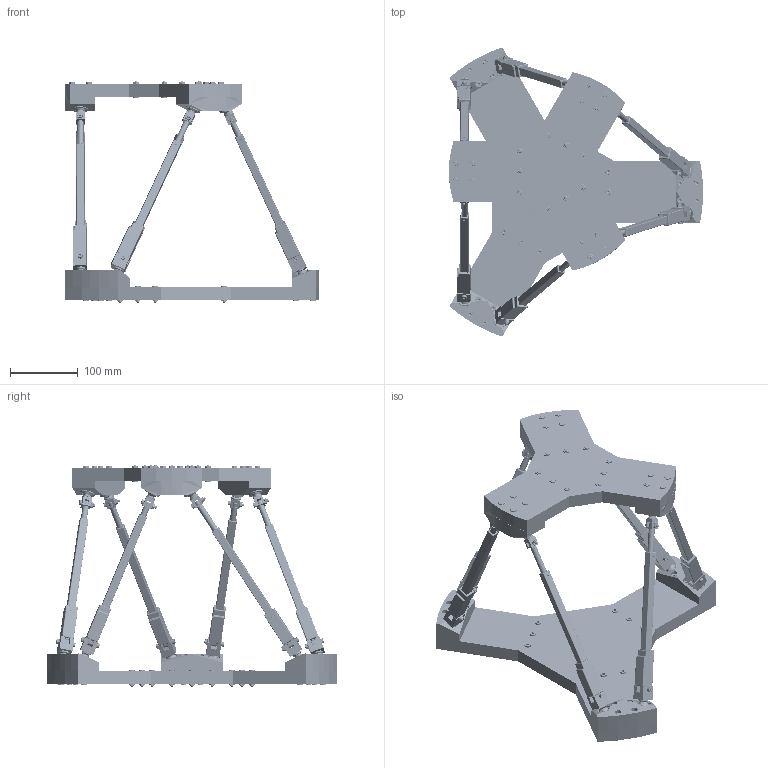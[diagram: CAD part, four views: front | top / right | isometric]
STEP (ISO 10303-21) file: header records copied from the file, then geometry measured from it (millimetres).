
FILE_DESCRIPTION(('CATIA V5 STEP Exchange'),'2;1');
FILE_NAME('PlateForme6Axes_Type1.stp','2018-03-14T21:03:07+00:00',('none'),('none'),'CATIA Version 5 Release 19 GA (IN-10)','CATIA V5 STEP AP203','none');
FILE_SCHEMA(('CONFIG_CONTROL_DESIGN'));
Length unit declared in the file: millimetre
Products named in the file (7): PlateForme_6axes; Ensemble_PlateForme_Inf; Ensemble_Support_Bas; Ensemble_PlateForme_Haute; Ensemble_Support_Haut; Ensemble_Corps_Verin; Ensemble_Tige_Verin
Assembly tree (94 placements, depth 4):
  PlateForme_6axes
    Ensemble_PlateForme_Inf
      Ensemble_Support_Bas  x3
        #68
        #1465
        #1877
        #2794
      #3396
      #18522  x9
      #2794  x9
    Ensemble_PlateForme_Haute
      Ensemble_Support_Haut  x3
        #19674
        #1465
        #1877
        #2794
      #21105
      #18522  x9
      #2794  x9
    Ensemble_Corps_Verin  x6
      #34454
      #35018
      #47800
      #48164
      #48431
      #49309
      #49857
    Ensemble_Tige_Verin  x6
      #50095
      #51609
      #47800
      #48164
      #52278
      #49857
      #49309
Bounding box: 375 x 426.84 x 326 mm (x, y, z)
Volume: 2390489.9 mm3; surface area: 745841.9 mm2
Topology: 194 solids, 194 shells, 7068 faces, 17297 edges, 11094 vertices
Faces by surface type: plane 3643, cylinder 2105, cone 600, revolution 366, torus 216, bspline 90, sphere 48
Entity records: 53178 total; most frequent: CARTESIAN_POINT 11870, ORIENTED_EDGE 8880, DIRECTION 6967, EDGE_CURVE 4440, VECTOR 3213, LINE 3213, VERTEX_POINT 2902, AXIS2_PLACEMENT_3D 2350
